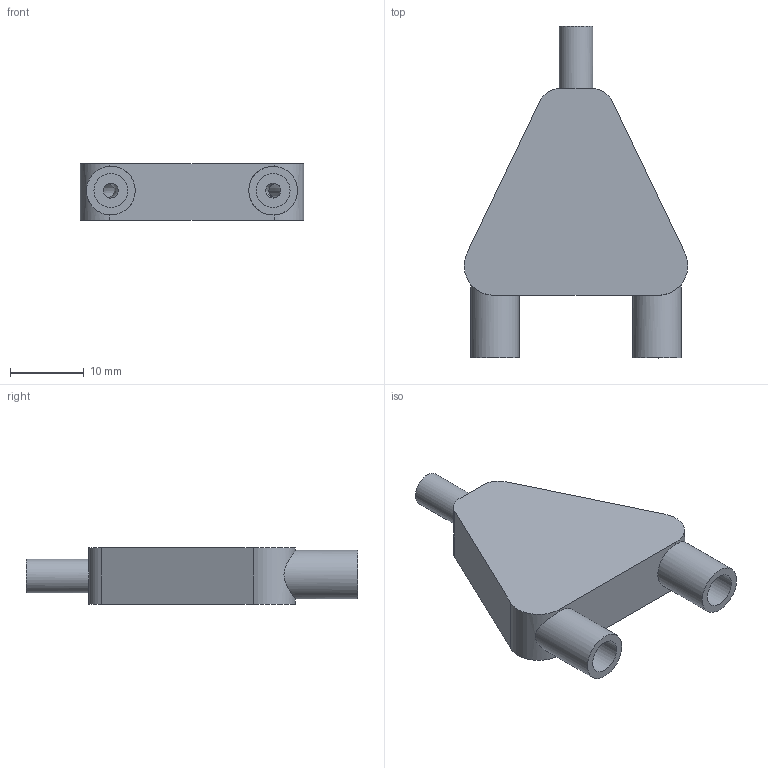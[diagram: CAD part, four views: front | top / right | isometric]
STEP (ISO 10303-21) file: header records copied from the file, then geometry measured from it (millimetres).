
FILE_DESCRIPTION(/* description */ (''),/* implementation_level */ '2;1');
FILE_NAME(/* name */ 'Adityta_Syringe_full_model v3.step',/* time_stamp */ '2017-02-15T01:16:07+06:00',/* author */ (''),/* organization */ (''),/* preprocessor_version */ 'ST-DEVELOPER v16.5',/* originating_system */ 'Autodesk Translation Framework v5.2.0.2920',/* authorisation */ '');
FILE_SCHEMA (('AUTOMOTIVE_DESIGN { 1 0 10303 214 3 1 1 }'));
Length unit declared in the file: millimetre
Products named in the file (1): Adityta_Syringe_full_model v3
Bounding box: 30.29 x 45 x 7.63 mm (x, y, z)
Volume: 4711.6 mm3; surface area: 3068.4 mm2
Topology: 1 solids, 1 shells, 27 faces, 63 edges, 42 vertices
Faces by surface type: plane 14, cylinder 11, bspline 2
Full cylindrical faces by diameter (mm): 1.5 x2, 4.6 x3, 6.6 x2
Entity records: 1130 total; most frequent: CARTESIAN_POINT 520, DIRECTION 126, ORIENTED_EDGE 106, EDGE_CURVE 53, AXIS2_PLACEMENT_3D 53, EDGE_LOOP 42, VERTEX_POINT 39, FACE_OUTER_BOUND 27
